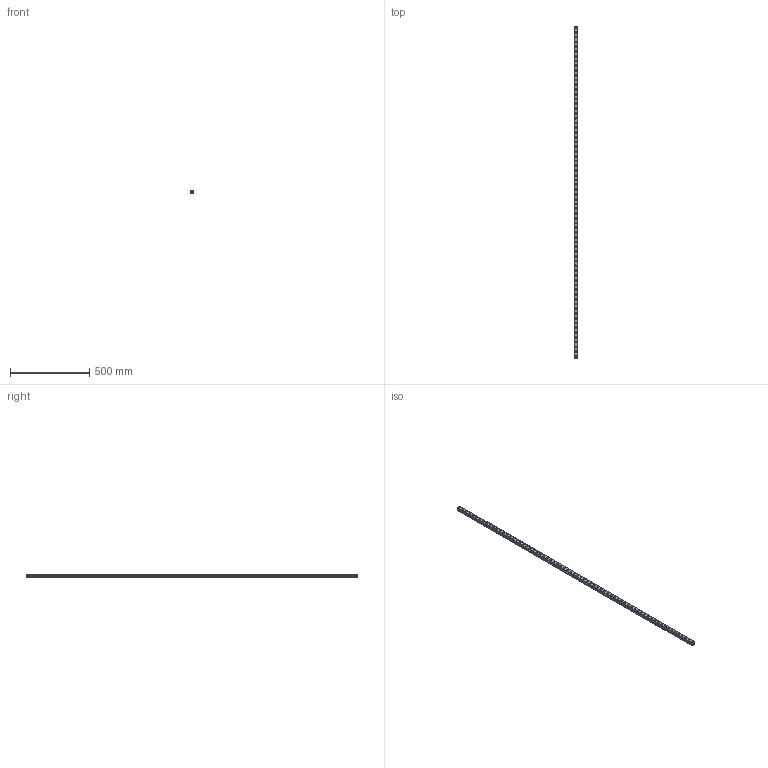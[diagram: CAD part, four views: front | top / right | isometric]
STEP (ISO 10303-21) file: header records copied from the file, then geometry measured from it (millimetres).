
FILE_DESCRIPTION(('STEP AP214'),'1');
FILE_NAME('cctmp_50945230-9551-49B9-A09A-1849BEF91E51_2021_03_10_11_56_00_0216..stp','2021-03-10T10:56:00',('HIWIN GmbH'),('CADClick - www.CADClick.com'),'Spatial InterOp 3D',' ','unknown authorization');
FILE_SCHEMA(('AUTOMOTIVE_DESIGN'));
Length unit declared in the file: millimetre
Products named in the file (1): RGR25R2090H_FILE
Bounding box: 23 x 2090 x 23.6 mm (x, y, z)
Volume: 837684 mm3; surface area: 259859.6 mm2
Topology: 1 solids, 1 shells, 747 faces, 1593 edges, 1062 vertices
Faces by surface type: cylinder 438, plane 309
Entity records: 26563 total; most frequent: DIRECTION 3965, CARTESIAN_POINT 3403, ORIENTED_EDGE 3186, AXIS2_PLACEMENT_3D 1624, EDGE_CURVE 1593, VERTEX_POINT 1062, EDGE_LOOP 961, CIRCLE 876
